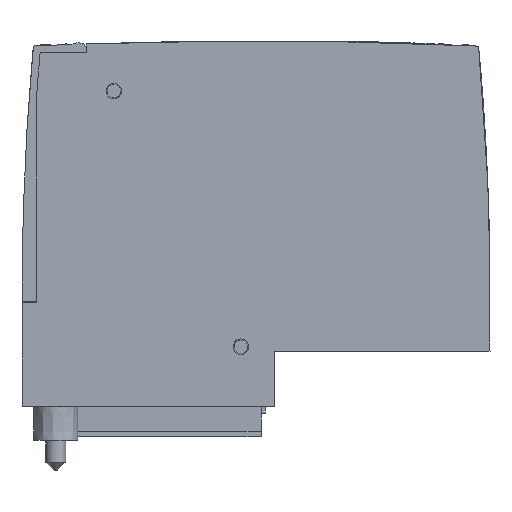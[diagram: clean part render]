
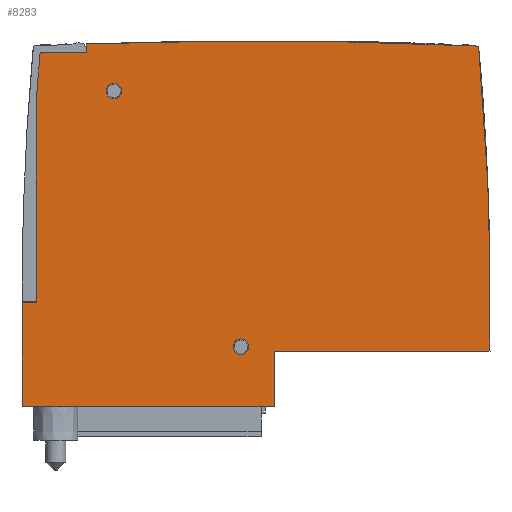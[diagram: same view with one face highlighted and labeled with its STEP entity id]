
A CAD part, left-side view. The second image highlights one B-rep face of the part: STEP entity #8283.
In plain terms, the highlighted planar face has unit normal (-1, 0, 0).
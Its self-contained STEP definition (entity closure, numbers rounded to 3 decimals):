
#6889=FACE_BOUND('',#13077,.T.);
#6890=FACE_BOUND('',#13078,.T.);
#6891=FACE_BOUND('',#13079,.T.);
#7648=B_SPLINE_CURVE_WITH_KNOTS('',3,(#50186,#50187,#50188,#50189,#50190,
#50191,#50192,#50193,#50194,#50195,#50196,#50197,#50198,#50199,#50200,#50201,
#50202,#50203,#50204,#50205,#50206,#50207),.UNSPECIFIED.,.F.,.F.,(4,1,1,
1,1,1,1,1,1,1,1,1,1,1,1,1,1,1,1,4),(0.,0.047,0.126,
0.209,0.297,0.402,0.481,
0.596,0.691,0.739,0.77,
0.791,0.803,0.815,0.838,
0.861,0.902,0.935,0.969,
1.),.UNSPECIFIED.);
#8283=ADVANCED_FACE('',(#6889,#6890,#6891),#10070,.F.);
#10070=PLANE('',#39276);
#13077=EDGE_LOOP('',(#15851));
#13078=EDGE_LOOP('',(#15852,#15853,#15854,#15855,#15856,#15857,#15858,#15859,
#15860,#15861,#15862));
#13079=EDGE_LOOP('',(#15863));
#15050=CIRCLE('',#39272,1.155);
#15051=CIRCLE('',#39273,750.);
#15052=CIRCLE('',#39274,390.4);
#15053=CIRCLE('',#39275,1.155);
#15851=ORIENTED_EDGE('',*,*,#27361,.F.);
#15852=ORIENTED_EDGE('',*,*,#27362,.F.);
#15853=ORIENTED_EDGE('',*,*,#27363,.F.);
#15854=ORIENTED_EDGE('',*,*,#27364,.F.);
#15855=ORIENTED_EDGE('',*,*,#27263,.F.);
#15856=ORIENTED_EDGE('',*,*,#27365,.F.);
#15857=ORIENTED_EDGE('',*,*,#27366,.F.);
#15858=ORIENTED_EDGE('',*,*,#27258,.F.);
#15859=ORIENTED_EDGE('',*,*,#27367,.F.);
#15860=ORIENTED_EDGE('',*,*,#27368,.F.);
#15861=ORIENTED_EDGE('',*,*,#27247,.F.);
#15862=ORIENTED_EDGE('',*,*,#27369,.F.);
#15863=ORIENTED_EDGE('',*,*,#27370,.F.);
#24404=VERTEX_POINT('',#49922);
#24405=VERTEX_POINT('',#49924);
#24414=VERTEX_POINT('',#49959);
#24415=VERTEX_POINT('',#49961);
#24418=VERTEX_POINT('',#49969);
#24419=VERTEX_POINT('',#49971);
#24504=VERTEX_POINT('',#50182);
#24505=VERTEX_POINT('',#50184);
#24506=VERTEX_POINT('',#50185);
#24507=VERTEX_POINT('',#50208);
#24508=VERTEX_POINT('',#50211);
#24509=VERTEX_POINT('',#50214);
#24510=VERTEX_POINT('',#50218);
#27247=EDGE_CURVE('',#24404,#24405,#31571,.T.);
#27258=EDGE_CURVE('',#24414,#24415,#31580,.T.);
#27263=EDGE_CURVE('',#24418,#24419,#31585,.T.);
#27361=EDGE_CURVE('',#24504,#24504,#15050,.T.);
#27362=EDGE_CURVE('',#24505,#24506,#31676,.T.);
#27363=EDGE_CURVE('',#24507,#24505,#7648,.T.);
#27364=EDGE_CURVE('',#24419,#24507,#15051,.T.);
#27365=EDGE_CURVE('',#24508,#24418,#31677,.T.);
#27366=EDGE_CURVE('',#24415,#24508,#15052,.T.);
#27367=EDGE_CURVE('',#24509,#24414,#31678,.T.);
#27368=EDGE_CURVE('',#24405,#24509,#31679,.T.);
#27369=EDGE_CURVE('',#24506,#24404,#31680,.T.);
#27370=EDGE_CURVE('',#24510,#24510,#15053,.T.);
#31571=LINE('',#49923,#34730);
#31580=LINE('',#49960,#34739);
#31585=LINE('',#49970,#34744);
#31676=LINE('',#50183,#34835);
#31677=LINE('',#50210,#34836);
#31678=LINE('',#50213,#34837);
#31679=LINE('',#50215,#34838);
#31680=LINE('',#50216,#34839);
#34730=VECTOR('',#41748,1.);
#34739=VECTOR('',#41761,1.);
#34744=VECTOR('',#41768,1.);
#34835=VECTOR('',#41899,1.);
#34836=VECTOR('',#41902,1.);
#34837=VECTOR('',#41905,1.);
#34838=VECTOR('',#41906,1.);
#34839=VECTOR('',#41907,1.);
#39272=AXIS2_PLACEMENT_3D('',#50181,#41897,#41898);
#39273=AXIS2_PLACEMENT_3D('',#50209,#41900,#41901);
#39274=AXIS2_PLACEMENT_3D('',#50212,#41903,#41904);
#39275=AXIS2_PLACEMENT_3D('',#50217,#41908,#41909);
#39276=AXIS2_PLACEMENT_3D('',#50219,#41910,#41911);
#41748=DIRECTION('',(0.,1.,0.));
#41761=DIRECTION('',(0.,0.,1.));
#41768=DIRECTION('',(0.,0.,1.));
#41897=DIRECTION('',(-1.,0.,0.));
#41898=DIRECTION('',(0.,0.,-1.));
#41899=DIRECTION('',(0.,1.,0.));
#41900=DIRECTION('',(1.,0.,0.));
#41901=DIRECTION('',(0.,-0.02,1.));
#41902=DIRECTION('',(0.,-1.,0.));
#41903=DIRECTION('',(1.,0.,0.));
#41904=DIRECTION('',(0.,0.997,0.072));
#41905=DIRECTION('',(0.,-1.,0.));
#41906=DIRECTION('',(0.,0.,1.));
#41907=DIRECTION('',(0.,0.,-1.));
#41908=DIRECTION('',(-1.,0.,0.));
#41909=DIRECTION('',(0.,0.,-1.));
#41910=DIRECTION('',(1.,0.,0.));
#41911=DIRECTION('',(0.,0.,-1.));
#49922=CARTESIAN_POINT('',(-30.1,-0.1,12.9));
#49923=CARTESIAN_POINT('',(-30.1,-0.1,12.9));
#49924=CARTESIAN_POINT('',(-30.1,37.3,12.9));
#49959=CARTESIAN_POINT('',(-30.1,35.2,28.3));
#49960=CARTESIAN_POINT('',(-30.1,35.2,28.3));
#49961=CARTESIAN_POINT('',(-30.1,35.2,58.025));
#49969=CARTESIAN_POINT('',(-30.1,27.754,65.299));
#49970=CARTESIAN_POINT('',(-30.1,27.754,65.299));
#49971=CARTESIAN_POINT('',(-30.1,27.754,66.591));
#50181=CARTESIAN_POINT('',(-30.1,4.9,21.75));
#50182=CARTESIAN_POINT('',(-30.1,4.9,20.595));
#50183=CARTESIAN_POINT('',(-30.1,-32.,21.1));
#50184=CARTESIAN_POINT('',(-30.1,-32.,21.1));
#50185=CARTESIAN_POINT('',(-30.1,-0.1,21.1));
#50186=CARTESIAN_POINT('',(-30.1,-30.317,66.26));
#50187=CARTESIAN_POINT('',(-30.1,-30.383,65.551));
#50188=CARTESIAN_POINT('',(-30.1,-30.553,63.666));
#50189=CARTESIAN_POINT('',(-30.1,-30.814,60.529));
#50190=CARTESIAN_POINT('',(-30.1,-31.089,56.782));
#50191=CARTESIAN_POINT('',(-30.1,-31.353,52.632));
#50192=CARTESIAN_POINT('',(-30.1,-31.568,48.537));
#50193=CARTESIAN_POINT('',(-30.1,-31.757,44.033));
#50194=CARTESIAN_POINT('',(-30.1,-31.89,39.673));
#50195=CARTESIAN_POINT('',(-30.1,-31.962,35.79));
#50196=CARTESIAN_POINT('',(-30.1,-31.989,33.162));
#50197=CARTESIAN_POINT('',(-30.1,-31.997,31.656));
#50198=CARTESIAN_POINT('',(-30.1,-32.,30.683));
#50199=CARTESIAN_POINT('',(-30.1,-32.,30.003));
#50200=CARTESIAN_POINT('',(-30.1,-32.,29.291));
#50201=CARTESIAN_POINT('',(-30.1,-32.,28.416));
#50202=CARTESIAN_POINT('',(-30.1,-32.,27.114));
#50203=CARTESIAN_POINT('',(-30.1,-32.,25.65));
#50204=CARTESIAN_POINT('',(-30.1,-32.,24.025));
#50205=CARTESIAN_POINT('',(-30.1,-32.,22.541));
#50206=CARTESIAN_POINT('',(-30.1,-32.,21.566));
#50207=CARTESIAN_POINT('',(-30.1,-32.,21.1));
#50208=CARTESIAN_POINT('',(-30.1,-30.317,66.26));
#50209=CARTESIAN_POINT('',(-30.1,3.,-683.));
#50210=CARTESIAN_POINT('',(-30.1,34.61,65.299));
#50211=CARTESIAN_POINT('',(-30.1,34.61,65.299));
#50212=CARTESIAN_POINT('',(-30.1,-354.2,30.1));
#50213=CARTESIAN_POINT('',(-30.1,37.3,28.3));
#50214=CARTESIAN_POINT('',(-30.1,37.3,28.3));
#50215=CARTESIAN_POINT('',(-30.1,37.3,12.9));
#50216=CARTESIAN_POINT('',(-30.1,-0.1,21.1));
#50217=CARTESIAN_POINT('',(-30.1,23.7,59.6));
#50218=CARTESIAN_POINT('',(-30.1,23.7,58.445));
#50219=CARTESIAN_POINT('',(-30.1,-354.2,30.1));
